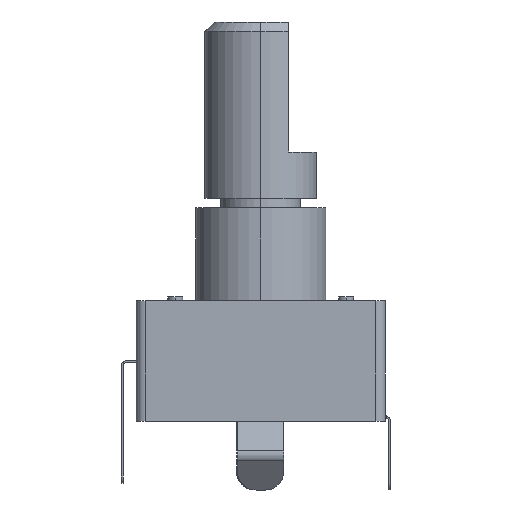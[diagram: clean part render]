
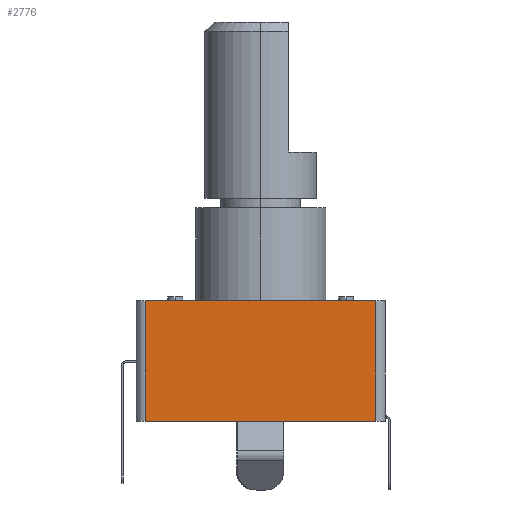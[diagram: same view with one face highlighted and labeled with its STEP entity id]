
A CAD part, left-side view. The second image highlights one B-rep face of the part: STEP entity #2776.
In plain terms, the highlighted planar face has unit normal (-1, 0, 0).
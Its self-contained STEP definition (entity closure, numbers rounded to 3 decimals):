
#166 = VERTEX_POINT ( 'NONE', #1470 ) ;
#274 = DIRECTION ( 'NONE',  ( 0., 1., 0. ) ) ;
#354 = VECTOR ( 'NONE', #4884, 1000. ) ;
#405 = EDGE_CURVE ( 'NONE', #3999, #166, #4613, .T. ) ;
#531 = LINE ( 'NONE', #2168, #3288 ) ;
#583 = CARTESIAN_POINT ( 'NONE',  ( -6.25, 6.2, 0. ) ) ;
#598 = CARTESIAN_POINT ( 'NONE',  ( -6.25, 6.2, 6.5 ) ) ;
#720 = CARTESIAN_POINT ( 'NONE',  ( -6.25, -1.25, 0. ) ) ;
#723 = VERTEX_POINT ( 'NONE', #598 ) ;
#755 = ORIENTED_EDGE ( 'NONE', *, *, #4763, .F. ) ;
#767 = CARTESIAN_POINT ( 'NONE',  ( -6.25, 6.2, 6.5 ) ) ;
#840 = EDGE_CURVE ( 'NONE', #4607, #3874, #1289, .T. ) ;
#875 = ORIENTED_EDGE ( 'NONE', *, *, #405, .T. ) ;
#934 = CARTESIAN_POINT ( 'NONE',  ( -6.25, 1.25, 0. ) ) ;
#1123 = DIRECTION ( 'NONE',  ( 0., 0., -1. ) ) ;
#1289 = LINE ( 'NONE', #2899, #1957 ) ;
#1470 = CARTESIAN_POINT ( 'NONE',  ( -6.25, -6.2, 0. ) ) ;
#1726 = ORIENTED_EDGE ( 'NONE', *, *, #840, .T. ) ;
#1760 = DIRECTION ( 'NONE',  ( 0., 0., -1. ) ) ;
#1809 = ORIENTED_EDGE ( 'NONE', *, *, #2015, .F. ) ;
#1957 = VECTOR ( 'NONE', #3741, 1000. ) ;
#2015 = EDGE_CURVE ( 'NONE', #3999, #3874, #4034, .T. ) ;
#2163 = DIRECTION ( 'NONE',  ( 0., -1., 0. ) ) ;
#2168 = CARTESIAN_POINT ( 'NONE',  ( -6.25, -6.2, 6.5 ) ) ;
#2285 = FACE_OUTER_BOUND ( 'NONE', #4812, .T. ) ;
#2334 = VERTEX_POINT ( 'NONE', #3248 ) ;
#2350 = LINE ( 'NONE', #767, #2355 ) ;
#2355 = VECTOR ( 'NONE', #1123, 1000. ) ;
#2407 = EDGE_CURVE ( 'NONE', #723, #2334, #2555, .T. ) ;
#2555 = LINE ( 'NONE', #4196, #3906 ) ;
#2557 = DIRECTION ( 'NONE',  ( 0., -1., 0. ) ) ;
#2776 = ADVANCED_FACE ( 'NONE', ( #2285 ), #3875, .F. ) ;
#2899 = CARTESIAN_POINT ( 'NONE',  ( -6.25, 6.2, 0. ) ) ;
#3061 = CARTESIAN_POINT ( 'NONE',  ( -6.25, 6.2, 0. ) ) ;
#3070 = DIRECTION ( 'NONE',  ( 1., 0., 0. ) ) ;
#3248 = CARTESIAN_POINT ( 'NONE',  ( -6.25, -6.2, 6.5 ) ) ;
#3288 = VECTOR ( 'NONE', #1760, 1000. ) ;
#3644 = CARTESIAN_POINT ( 'NONE',  ( -6.25, 1.25, 0. ) ) ;
#3696 = ORIENTED_EDGE ( 'NONE', *, *, #5074, .T. ) ;
#3741 = DIRECTION ( 'NONE',  ( 0., -1., 0. ) ) ;
#3874 = VERTEX_POINT ( 'NONE', #934 ) ;
#3875 = PLANE ( 'NONE',  #3923 ) ;
#3906 = VECTOR ( 'NONE', #2163, 1000. ) ;
#3923 = AXIS2_PLACEMENT_3D ( 'NONE', #5106, #3070, #274 ) ;
#3999 = VERTEX_POINT ( 'NONE', #720 ) ;
#4034 = LINE ( 'NONE', #3644, #354 ) ;
#4196 = CARTESIAN_POINT ( 'NONE',  ( -6.25, 6.2, 6.5 ) ) ;
#4607 = VERTEX_POINT ( 'NONE', #3061 ) ;
#4613 = LINE ( 'NONE', #583, #5054 ) ;
#4763 = EDGE_CURVE ( 'NONE', #2334, #166, #531, .T. ) ;
#4812 = EDGE_LOOP ( 'NONE', ( #1726, #1809, #875, #755, #5166, #3696 ) ) ;
#4884 = DIRECTION ( 'NONE',  ( 0., 1., 0. ) ) ;
#5054 = VECTOR ( 'NONE', #2557, 1000. ) ;
#5074 = EDGE_CURVE ( 'NONE', #723, #4607, #2350, .T. ) ;
#5106 = CARTESIAN_POINT ( 'NONE',  ( -6.25, 6.2, 6.5 ) ) ;
#5166 = ORIENTED_EDGE ( 'NONE', *, *, #2407, .F. ) ;
